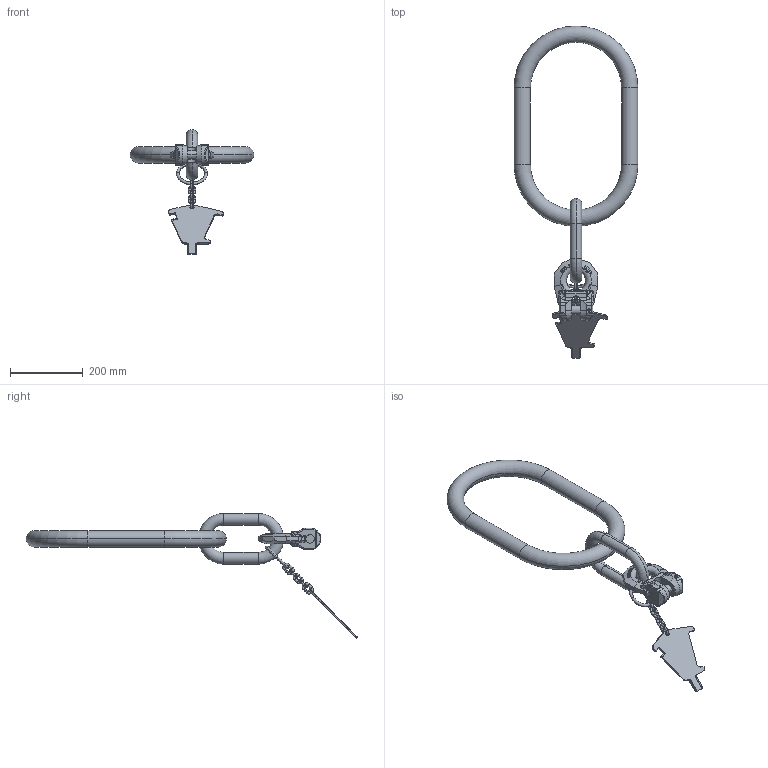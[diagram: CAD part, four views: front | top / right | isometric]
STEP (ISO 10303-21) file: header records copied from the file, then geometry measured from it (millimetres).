
FILE_DESCRIPTION((''),'2;1');
FILE_NAME('001-M32082-P-4_ASM','2014-10-24T',('Andreas.Wendler'),(''),'PRO/ENGINEER BY PARAMETRIC TECHNOLOGY CORPORATION, 2010140','PRO/ENGINEER BY PARAMETRIC TECHNOLOGY CORPORATION, 2010140','');
FILE_SCHEMA(('CONFIG_CONTROL_DESIGN'));
Length unit declared in the file: millimetre
Products named in the file (11): 001-M32082-P-4; 001-M34472-P-6; 001-M31128-V04; 001-M31560-P-1; 001-M31129-P-2; 001-M31182-001; 001-M31182-003_ASM; 001-M31560-P-1_ASM; 001-M31104-P-1; 001-M34472-P-6_ASM; 001-M32082-P-4_ASM
Assembly tree (13 placements, depth 5):
  001-M32082-P-4_ASM
    001-M32082-P-4
    001-M34472-P-6_ASM
      001-M34472-P-6
      001-M31128-V04
      001-M31560-P-1_ASM
        001-M31560-P-1
        001-M31129-P-2  x2
        001-M31182-003_ASM
          001-M31182-001  x3
      001-M31104-P-1
Bounding box: 340 x 911.15 x 343.15 mm (x, y, z)
Volume: 3088057.9 mm3; surface area: 339837.3 mm2
Topology: 10 solids, 10 shells, 645 faces, 1704 edges, 1075 vertices
Faces by surface type: plane 351, cylinder 136, bspline 68, torus 57, cone 25, sphere 8
Entity records: 22919 total; most frequent: CARTESIAN_POINT 8742, ORIENTED_EDGE 3300, DIRECTION 2397, EDGE_CURVE 1650, VERTEX_POINT 1047, AXIS2_PLACEMENT_3D 910, B_SPLINE_CURVE_WITH_KNOTS 747, EDGE_LOOP 631
